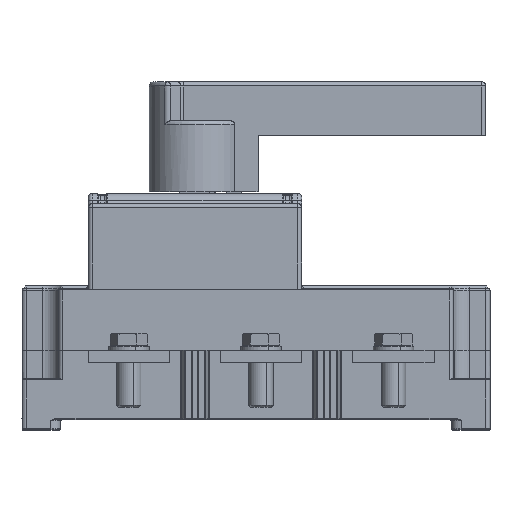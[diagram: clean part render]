
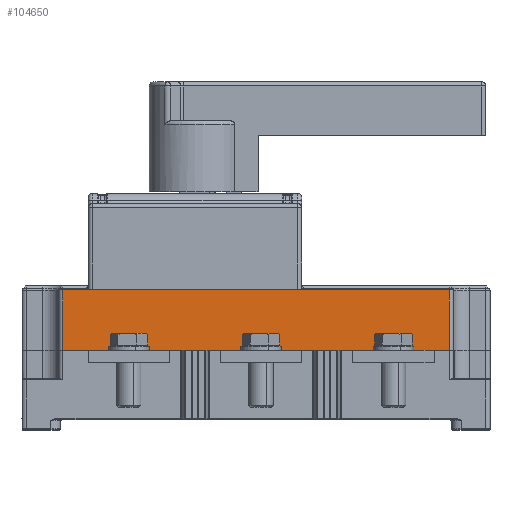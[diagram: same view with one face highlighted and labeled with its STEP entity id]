
A CAD part, top view. The second image highlights one B-rep face of the part: STEP entity #104650.
In plain terms, the highlighted planar face has unit normal (0, 0, 1).
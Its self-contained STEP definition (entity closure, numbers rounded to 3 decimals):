
#75297=DIRECTION('',(-1.,0.,0.));
#75298=VECTOR('',#75297,190.);
#75299=CARTESIAN_POINT('',(95.,29.586,80.));
#75300=LINE('',#75299,#75298);
#81218=DIRECTION('',(0.,1.,0.));
#81219=VECTOR('',#81218,29.586);
#81220=CARTESIAN_POINT('',(95.,0.,80.));
#81221=LINE('',#81220,#81219);
#81222=DIRECTION('',(-1.,0.,0.));
#81223=VECTOR('',#81222,190.);
#81224=CARTESIAN_POINT('',(95.,0.,80.));
#81225=LINE('',#81224,#81223);
#81226=DIRECTION('',(0.,-1.,0.));
#81227=VECTOR('',#81226,29.586);
#81228=CARTESIAN_POINT('',(-95.,29.586,80.));
#81229=LINE('',#81228,#81227);
#86954=CARTESIAN_POINT('',(95.,29.586,80.));
#86955=VERTEX_POINT('',#86954);
#86956=CARTESIAN_POINT('',(-95.,29.586,80.));
#86957=VERTEX_POINT('',#86956);
#87083=CARTESIAN_POINT('',(-95.,0.,80.));
#87084=VERTEX_POINT('',#87083);
#87085=CARTESIAN_POINT('',(95.,0.,80.));
#87086=VERTEX_POINT('',#87085);
#104638=CARTESIAN_POINT('',(-97.,30.,80.));
#104639=DIRECTION('',(0.,0.,-1.));
#104640=DIRECTION('',(-1.,0.,0.));
#104641=AXIS2_PLACEMENT_3D('',#104638,#104639,#104640);
#104642=PLANE('',#104641);
#104643=ORIENTED_EDGE('',*,*,#104632,.F.);
#104644=ORIENTED_EDGE('',*,*,#93680,.T.);
#104646=ORIENTED_EDGE('',*,*,#104645,.F.);
#104647=ORIENTED_EDGE('',*,*,#93339,.F.);
#104648=EDGE_LOOP('',(#104643,#104644,#104646,#104647));
#104649=FACE_OUTER_BOUND('',#104648,.F.);
#104650=ADVANCED_FACE('',(#104649),#104642,.F.);
#93339=EDGE_CURVE('',#86955,#86957,#75300,.T.);
#93680=EDGE_CURVE('',#87086,#87084,#81225,.T.);
#104632=EDGE_CURVE('',#87086,#86955,#81221,.T.);
#104645=EDGE_CURVE('',#86957,#87084,#81229,.T.);
